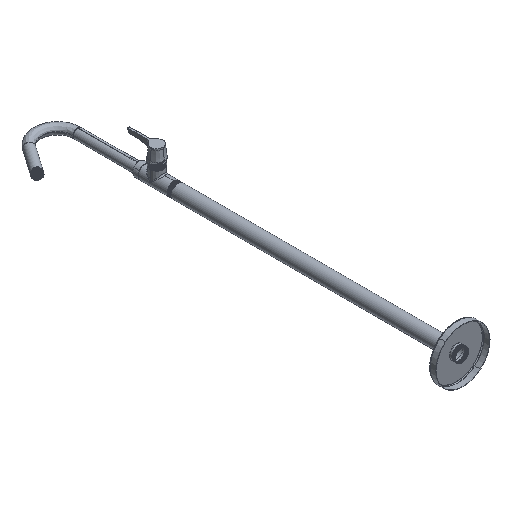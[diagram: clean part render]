
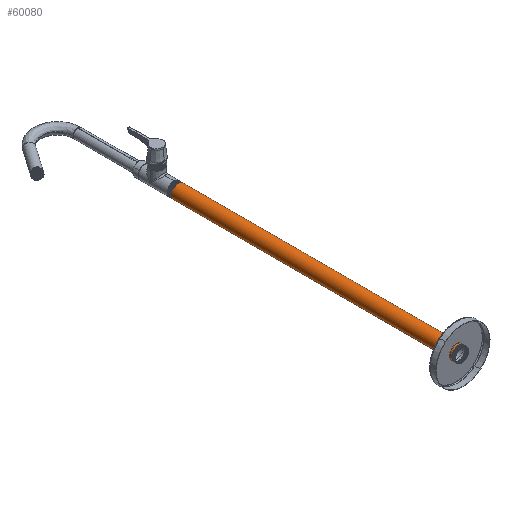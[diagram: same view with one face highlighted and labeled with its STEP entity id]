
A CAD part, isometric view. The second image highlights one B-rep face of the part: STEP entity #60080.
In plain terms, the highlighted cylindrical face has radius 20 mm (diameter 40 mm), a partial arc.
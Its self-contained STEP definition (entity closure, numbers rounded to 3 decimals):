
#2061 = ORIENTED_EDGE ( 'NONE', *, *, #30403, .F. ) ;
#5014 = VECTOR ( 'NONE', #66824, 1000. ) ;
#7448 = CARTESIAN_POINT ( 'NONE',  ( -0.77, 13.562, 19.985 ) ) ;
#7826 = CARTESIAN_POINT ( 'NONE',  ( 13.587, 13.75, 14.676 ) ) ;
#8523 = CARTESIAN_POINT ( 'NONE',  ( 13.587, 853., 14.676 ) ) ;
#9200 = EDGE_CURVE ( 'NONE', #39489, #49743, #14022, .T. ) ;
#10854 = CARTESIAN_POINT ( 'NONE',  ( 13.587, 3., 14.676 ) ) ;
#11229 = LINE ( 'NONE', #10854, #5014 ) ;
#12343 = CYLINDRICAL_SURFACE ( 'NONE', #68345, 20. ) ;
#13815 = CARTESIAN_POINT ( 'NONE',  ( 0., 3., 0. ) ) ;
#14022 = CIRCLE ( 'NONE', #58036, 20. ) ;
#17853 = ORIENTED_EDGE ( 'NONE', *, *, #57018, .T. ) ;
#18305 = DIRECTION ( 'NONE',  ( -0.679, 0., -0.734 ) ) ;
#20820 = CARTESIAN_POINT ( 'NONE',  ( -13.587, 3., -14.676 ) ) ;
#24622 = CARTESIAN_POINT ( 'NONE',  ( -19.666, 13.094, -9.048 ) ) ;
#30403 = EDGE_CURVE ( 'NONE', #57850, #49743, #43576, .T. ) ;
#32992 = CARTESIAN_POINT ( 'NONE',  ( -13.587, 13., -14.676 ) ) ;
#33663 = CARTESIAN_POINT ( 'NONE',  ( -13.587, 853., -14.676 ) ) ;
#34556 = ORIENTED_EDGE ( 'NONE', *, *, #52141, .T. ) ;
#39489 = VERTEX_POINT ( 'NONE', #8523 ) ;
#40676 = CARTESIAN_POINT ( 'NONE',  ( -9.048, 13.469, 19.666 ) ) ;
#43576 = LINE ( 'NONE', #20820, #63478 ) ;
#46874 = ORIENTED_EDGE ( 'NONE', *, *, #9200, .T. ) ;
#47012 = DIRECTION ( 'NONE',  ( 0., 1., 0. ) ) ;
#47352 = CARTESIAN_POINT ( 'NONE',  ( -13.587, 13., -14.676 ) ) ;
#49743 = VERTEX_POINT ( 'NONE', #33663 ) ;
#52141 = EDGE_CURVE ( 'NONE', #57850, #57798, #59110, .T. ) ;
#53893 = CARTESIAN_POINT ( 'NONE',  ( 13.587, 13.75, 14.676 ) ) ;
#54432 = CARTESIAN_POINT ( 'NONE',  ( 0., 853., 0. ) ) ;
#56061 = EDGE_LOOP ( 'NONE', ( #34556, #17853, #46874, #2061 ) ) ;
#57018 = EDGE_CURVE ( 'NONE', #57798, #39489, #11229, .T. ) ;
#57316 = DIRECTION ( 'NONE',  ( 0.679, 0., 0.734 ) ) ;
#57798 = VERTEX_POINT ( 'NONE', #53893 ) ;
#57850 = VERTEX_POINT ( 'NONE', #32992 ) ;
#58036 = AXIS2_PLACEMENT_3D ( 'NONE', #54432, #64003, #57316 ) ;
#58546 = CARTESIAN_POINT ( 'NONE',  ( 7.508, 13.656, 20.304 ) ) ;
#58920 = CARTESIAN_POINT ( 'NONE',  ( -20.304, 13.281, 7.508 ) ) ;
#59110 =( BOUNDED_CURVE ( )  B_SPLINE_CURVE ( 2, ( #47352, #24622, #64506, #58920, #63776, #40676, #7448, #58546, #7826 ),
 .UNSPECIFIED., .F., .T. ) 
 B_SPLINE_CURVE_WITH_KNOTS ( ( 3, 2, 2, 2, 3 ),
 ( 0.906, 0.922, 0.937, 0.953, 0.969 ),
 .UNSPECIFIED. ) 
 CURVE ( )  GEOMETRIC_REPRESENTATION_ITEM ( )  RATIONAL_B_SPLINE_CURVE ( ( 1., 0.924, 1., 0.924, 1., 0.924, 1., 0.924, 1. ) ) 
 REPRESENTATION_ITEM ( '' )  );
#60080 = ADVANCED_FACE ( 'NONE', ( #69739 ), #12343, .T. ) ;
#61096 = DIRECTION ( 'NONE',  ( 0., 1., 0. ) ) ;
#63478 = VECTOR ( 'NONE', #61096, 1000. ) ;
#63776 = CARTESIAN_POINT ( 'NONE',  ( -14.676, 13.375, 13.587 ) ) ;
#64003 = DIRECTION ( 'NONE',  ( 0., -1., 0. ) ) ;
#64506 = CARTESIAN_POINT ( 'NONE',  ( -19.985, 13.187, -0.77 ) ) ;
#66824 = DIRECTION ( 'NONE',  ( 0., 1., 0. ) ) ;
#68345 = AXIS2_PLACEMENT_3D ( 'NONE', #13815, #47012, #18305 ) ;
#69739 = FACE_OUTER_BOUND ( 'NONE', #56061, .T. ) ;
